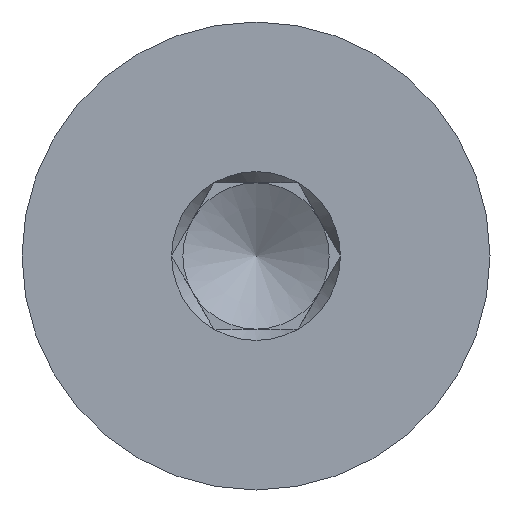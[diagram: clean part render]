
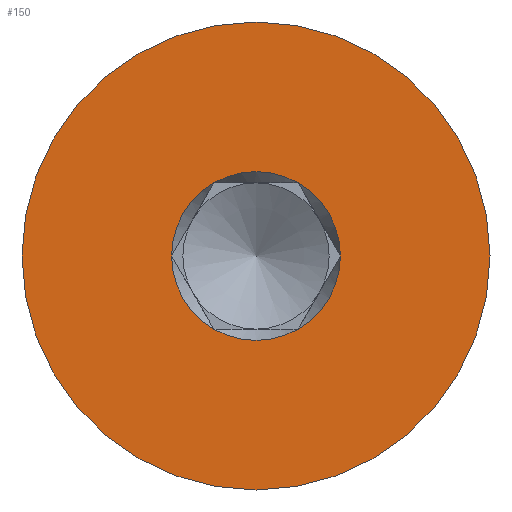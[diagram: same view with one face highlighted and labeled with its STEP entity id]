
A CAD part, left-side view. The second image highlights one B-rep face of the part: STEP entity #150.
In plain terms, the highlighted planar face has unit normal (-1, 0, 0).
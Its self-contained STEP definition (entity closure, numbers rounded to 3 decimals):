
#150 = ADVANCED_FACE( '', ( #321, #322 ), #323, .F. );
#321 = FACE_OUTER_BOUND( '', #507, .T. );
#322 = FACE_BOUND( '', #508, .T. );
#323 = PLANE( '', #509 );
#507 = EDGE_LOOP( '', ( #867 ) );
#508 = EDGE_LOOP( '', ( #868, #869, #870, #871, #872, #873 ) );
#509 = AXIS2_PLACEMENT_3D( '', #874, #875, #876 );
#867 = ORIENTED_EDGE( '', *, *, #1114, .F. );
#868 = ORIENTED_EDGE( '', *, *, #1041, .T. );
#869 = ORIENTED_EDGE( '', *, *, #1091, .T. );
#870 = ORIENTED_EDGE( '', *, *, #1182, .T. );
#871 = ORIENTED_EDGE( '', *, *, #1183, .T. );
#872 = ORIENTED_EDGE( '', *, *, #1184, .T. );
#873 = ORIENTED_EDGE( '', *, *, #1080, .T. );
#874 = CARTESIAN_POINT( '', ( 0., 2.887, 0. ) );
#875 = DIRECTION( '', ( 1., 0., 0. ) );
#876 = DIRECTION( '', ( 0., 0., -1. ) );
#1041 = EDGE_CURVE( '', #1218, #1217, #1220, .T. );
#1080 = EDGE_CURVE( '', #1291, #1218, #1292, .T. );
#1091 = EDGE_CURVE( '', #1217, #1305, #1307, .T. );
#1114 = EDGE_CURVE( '', #1342, #1342, #1343, .T. );
#1182 = EDGE_CURVE( '', #1305, #1229, #1433, .T. );
#1183 = EDGE_CURVE( '', #1229, #1227, #1434, .T. );
#1184 = EDGE_CURVE( '', #1227, #1291, #1435, .T. );
#1217 = VERTEX_POINT( '', #1469 );
#1218 = VERTEX_POINT( '', #1470 );
#1220 = CIRCLE( '', #1483, 2.887 );
#1227 = VERTEX_POINT( '', #1492 );
#1229 = VERTEX_POINT( '', #1495 );
#1291 = VERTEX_POINT( '', #1591 );
#1292 = CIRCLE( '', #1592, 2.887 );
#1305 = VERTEX_POINT( '', #1618 );
#1307 = CIRCLE( '', #1631, 2.887 );
#1342 = VERTEX_POINT( '', #1679 );
#1343 = CIRCLE( '', #1680, 8. );
#1433 = CIRCLE( '', #1827, 2.887 );
#1434 = CIRCLE( '', #1828, 2.887 );
#1435 = CIRCLE( '', #1829, 2.887 );
#1469 = CARTESIAN_POINT( '', ( 0., 2.887, 0. ) );
#1470 = CARTESIAN_POINT( '', ( 0., 1.443, -2.5 ) );
#1483 = AXIS2_PLACEMENT_3D( '', #1870, #1871, #1872 );
#1492 = CARTESIAN_POINT( '', ( 0., -2.887, 0. ) );
#1495 = CARTESIAN_POINT( '', ( 0., -1.443, 2.5 ) );
#1591 = CARTESIAN_POINT( '', ( 0., -1.443, -2.5 ) );
#1592 = AXIS2_PLACEMENT_3D( '', #1917, #1918, #1919 );
#1618 = CARTESIAN_POINT( '', ( 0., 1.443, 2.5 ) );
#1631 = AXIS2_PLACEMENT_3D( '', #1927, #1928, #1929 );
#1679 = CARTESIAN_POINT( '', ( 0., 0., -8. ) );
#1680 = AXIS2_PLACEMENT_3D( '', #1952, #1953, #1954 );
#1827 = AXIS2_PLACEMENT_3D( '', #2013, #2014, #2015 );
#1828 = AXIS2_PLACEMENT_3D( '', #2016, #2017, #2018 );
#1829 = AXIS2_PLACEMENT_3D( '', #2019, #2020, #2021 );
#1870 = CARTESIAN_POINT( '', ( 0., 0., 0. ) );
#1871 = DIRECTION( '', ( 1., 0., 0. ) );
#1872 = DIRECTION( '', ( 0., 0., -1. ) );
#1917 = CARTESIAN_POINT( '', ( 0., 0., 0. ) );
#1918 = DIRECTION( '', ( 1., 0., 0. ) );
#1919 = DIRECTION( '', ( 0., 0., -1. ) );
#1927 = CARTESIAN_POINT( '', ( 0., 0., 0. ) );
#1928 = DIRECTION( '', ( 1., 0., 0. ) );
#1929 = DIRECTION( '', ( 0., 0., -1. ) );
#1952 = CARTESIAN_POINT( '', ( 0., 0., 0. ) );
#1953 = DIRECTION( '', ( 1., 0., 0. ) );
#1954 = DIRECTION( '', ( 0., 0., -1. ) );
#2013 = CARTESIAN_POINT( '', ( 0., 0., 0. ) );
#2014 = DIRECTION( '', ( 1., 0., 0. ) );
#2015 = DIRECTION( '', ( 0., 0., -1. ) );
#2016 = CARTESIAN_POINT( '', ( 0., 0., 0. ) );
#2017 = DIRECTION( '', ( 1., 0., 0. ) );
#2018 = DIRECTION( '', ( 0., 0., -1. ) );
#2019 = CARTESIAN_POINT( '', ( 0., 0., 0. ) );
#2020 = DIRECTION( '', ( 1., 0., 0. ) );
#2021 = DIRECTION( '', ( 0., 0., -1. ) );
